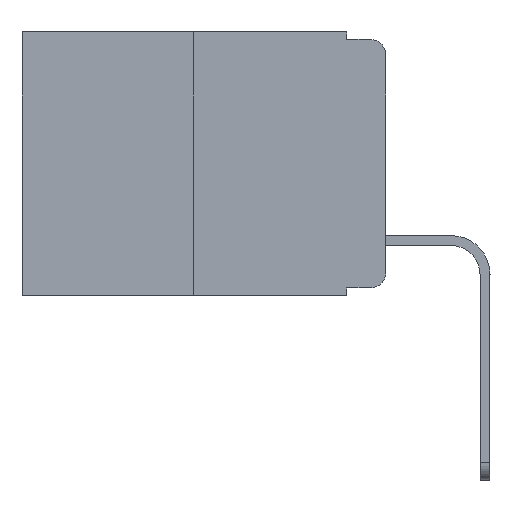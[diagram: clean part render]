
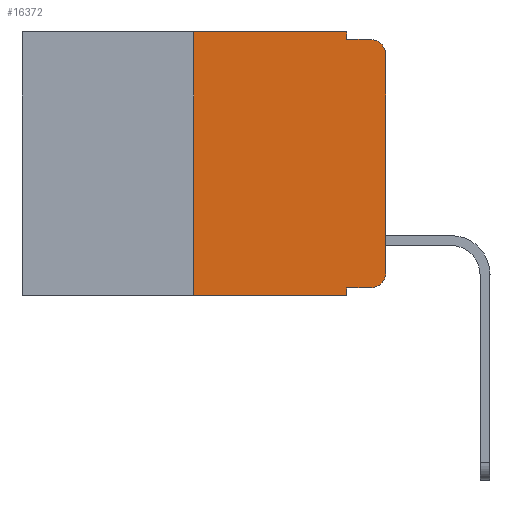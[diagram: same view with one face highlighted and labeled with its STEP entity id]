
A CAD part, left-side view. The second image highlights one B-rep face of the part: STEP entity #16372.
In plain terms, the highlighted planar face has unit normal (-1, 0, 0).
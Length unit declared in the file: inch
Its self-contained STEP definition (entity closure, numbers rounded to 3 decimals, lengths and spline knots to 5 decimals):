
#45 = VECTOR ( 'NONE', #14537, 39.37008 ) ;
#356 = CARTESIAN_POINT ( 'NONE',  ( 0., 0., 0. ) ) ;
#421 = CARTESIAN_POINT ( 'NONE',  ( 0., 0., -0.313 ) ) ;
#755 = ORIENTED_EDGE ( 'NONE', *, *, #5824, .T. ) ;
#770 = VECTOR ( 'NONE', #6445, 39.37008 ) ;
#1401 = EDGE_LOOP ( 'NONE', ( #10238, #755, #17808, #13541, #3784, #17131, #14460, #13645, #12299, #11119 ) ) ;
#1470 = VERTEX_POINT ( 'NONE', #4996 ) ;
#1828 = DIRECTION ( 'NONE',  ( 0., -1., 0. ) ) ;
#2151 = CARTESIAN_POINT ( 'NONE',  ( 0., 0.473, -0.343 ) ) ;
#2297 = CARTESIAN_POINT ( 'NONE',  ( 0., 0.051, 0. ) ) ;
#2738 = EDGE_CURVE ( 'NONE', #12942, #11735, #12603, .T. ) ;
#3001 = DIRECTION ( 'NONE',  ( 1., 0., 0. ) ) ;
#3253 = CARTESIAN_POINT ( 'NONE',  ( 0., 0.02, -0.01 ) ) ;
#3608 = VECTOR ( 'NONE', #15314, 39.37008 ) ;
#3784 = ORIENTED_EDGE ( 'NONE', *, *, #13700, .F. ) ;
#4181 = EDGE_CURVE ( 'NONE', #10281, #15189, #14942, .T. ) ;
#4417 = EDGE_CURVE ( 'NONE', #15189, #11109, #10474, .T. ) ;
#4595 = CARTESIAN_POINT ( 'NONE',  ( 0., 0.051, -0.01 ) ) ;
#4913 = LINE ( 'NONE', #356, #45 ) ;
#4974 = CARTESIAN_POINT ( 'NONE',  ( 0., 0.051, -0.01 ) ) ;
#4996 = CARTESIAN_POINT ( 'NONE',  ( 0., 0.25, -0.343 ) ) ;
#5190 = CARTESIAN_POINT ( 'NONE',  ( 0., 0.051, -0.343 ) ) ;
#5399 = CARTESIAN_POINT ( 'NONE',  ( 0., 0.051, -0.333 ) ) ;
#5581 = CARTESIAN_POINT ( 'NONE',  ( 0., 0.02, -0.313 ) ) ;
#5824 = EDGE_CURVE ( 'NONE', #11103, #11735, #16464, .T. ) ;
#6291 = DIRECTION ( 'NONE',  ( 0., 0., -1. ) ) ;
#6445 = DIRECTION ( 'NONE',  ( 0., -1., 0. ) ) ;
#6791 = CARTESIAN_POINT ( 'NONE',  ( 0., 0.25, 0. ) ) ;
#6918 = DIRECTION ( 'NONE',  ( 0., -1., 0. ) ) ;
#6944 = LINE ( 'NONE', #2297, #3608 ) ;
#7235 = PLANE ( 'NONE',  #8942 ) ;
#7567 = DIRECTION ( 'NONE',  ( -1., 0., 0. ) ) ;
#7729 = DIRECTION ( 'NONE',  ( 0., -1., 0. ) ) ;
#7834 = LINE ( 'NONE', #9590, #9172 ) ;
#8037 = CARTESIAN_POINT ( 'NONE',  ( 0., 0.473, 0. ) ) ;
#8306 = DIRECTION ( 'NONE',  ( -1., 0., 0. ) ) ;
#8942 = AXIS2_PLACEMENT_3D ( 'NONE', #11560, #3001, #13007 ) ;
#8964 = EDGE_CURVE ( 'NONE', #10281, #12646, #7834, .T. ) ;
#8966 = VECTOR ( 'NONE', #9655, 39.37008 ) ;
#9172 = VECTOR ( 'NONE', #15095, 39.37008 ) ;
#9191 = EDGE_CURVE ( 'NONE', #1470, #12021, #12122, .T. ) ;
#9525 = VECTOR ( 'NONE', #7729, 39.37008 ) ;
#9590 = CARTESIAN_POINT ( 'NONE',  ( 0., 0.051, 0. ) ) ;
#9655 = DIRECTION ( 'NONE',  ( 0., 0., 1. ) ) ;
#9692 = CARTESIAN_POINT ( 'NONE',  ( 0., 0.051, -0.333 ) ) ;
#9711 = CARTESIAN_POINT ( 'NONE',  ( 0., 0.25, 0. ) ) ;
#9726 = EDGE_CURVE ( 'NONE', #13306, #12942, #6944, .T. ) ;
#9975 = EDGE_CURVE ( 'NONE', #11109, #11103, #4913, .T. ) ;
#10238 = ORIENTED_EDGE ( 'NONE', *, *, #9975, .T. ) ;
#10281 = VERTEX_POINT ( 'NONE', #5399 ) ;
#10474 = CIRCLE ( 'NONE', #10584, 0.02 ) ;
#10584 = AXIS2_PLACEMENT_3D ( 'NONE', #5581, #8306, #18304 ) ;
#10589 = VECTOR ( 'NONE', #1828, 39.37008 ) ;
#10902 = VECTOR ( 'NONE', #6918, 39.37008 ) ;
#11103 = VERTEX_POINT ( 'NONE', #13212 ) ;
#11109 = VERTEX_POINT ( 'NONE', #421 ) ;
#11119 = ORIENTED_EDGE ( 'NONE', *, *, #4417, .T. ) ;
#11560 = CARTESIAN_POINT ( 'NONE',  ( 0., 0.473, 0. ) ) ;
#11735 = VERTEX_POINT ( 'NONE', #3253 ) ;
#11788 = CARTESIAN_POINT ( 'NONE',  ( 0., 0.051, 0. ) ) ;
#12021 = VERTEX_POINT ( 'NONE', #6791 ) ;
#12122 = LINE ( 'NONE', #9711, #8966 ) ;
#12299 = ORIENTED_EDGE ( 'NONE', *, *, #4181, .T. ) ;
#12490 = EDGE_CURVE ( 'NONE', #1470, #12646, #17123, .T. ) ;
#12603 = LINE ( 'NONE', #4595, #10589 ) ;
#12646 = VERTEX_POINT ( 'NONE', #5190 ) ;
#12839 = LINE ( 'NONE', #8037, #770 ) ;
#12942 = VERTEX_POINT ( 'NONE', #4974 ) ;
#13007 = DIRECTION ( 'NONE',  ( 0., 0., -1. ) ) ;
#13212 = CARTESIAN_POINT ( 'NONE',  ( 0., 0., -0.03 ) ) ;
#13306 = VERTEX_POINT ( 'NONE', #11788 ) ;
#13541 = ORIENTED_EDGE ( 'NONE', *, *, #9726, .F. ) ;
#13600 = AXIS2_PLACEMENT_3D ( 'NONE', #16388, #7567, #6291 ) ;
#13645 = ORIENTED_EDGE ( 'NONE', *, *, #8964, .F. ) ;
#13700 = EDGE_CURVE ( 'NONE', #12021, #13306, #12839, .T. ) ;
#14460 = ORIENTED_EDGE ( 'NONE', *, *, #12490, .T. ) ;
#14537 = DIRECTION ( 'NONE',  ( 0., 0., 1. ) ) ;
#14837 = FACE_OUTER_BOUND ( 'NONE', #1401, .T. ) ;
#14942 = LINE ( 'NONE', #9692, #10902 ) ;
#15095 = DIRECTION ( 'NONE',  ( 0., 0., -1. ) ) ;
#15189 = VERTEX_POINT ( 'NONE', #16160 ) ;
#15314 = DIRECTION ( 'NONE',  ( 0., 0., -1. ) ) ;
#16160 = CARTESIAN_POINT ( 'NONE',  ( 0., 0.02, -0.333 ) ) ;
#16372 = ADVANCED_FACE ( 'NONE', ( #14837 ), #7235, .F. ) ;
#16388 = CARTESIAN_POINT ( 'NONE',  ( 0., 0.02, -0.03 ) ) ;
#16464 = CIRCLE ( 'NONE', #13600, 0.02 ) ;
#17123 = LINE ( 'NONE', #2151, #9525 ) ;
#17131 = ORIENTED_EDGE ( 'NONE', *, *, #9191, .F. ) ;
#17808 = ORIENTED_EDGE ( 'NONE', *, *, #2738, .F. ) ;
#18304 = DIRECTION ( 'NONE',  ( 0., 0., -1. ) ) ;
